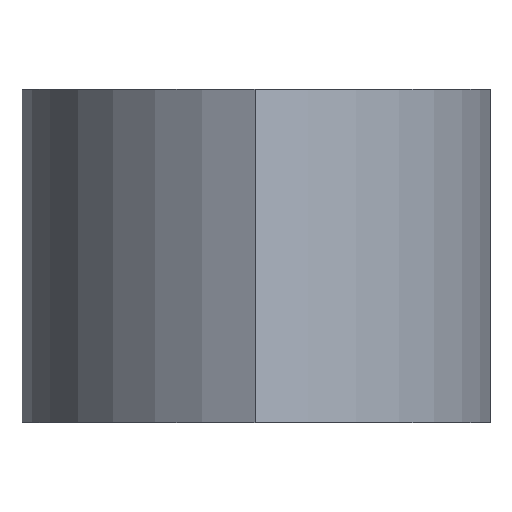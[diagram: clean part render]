
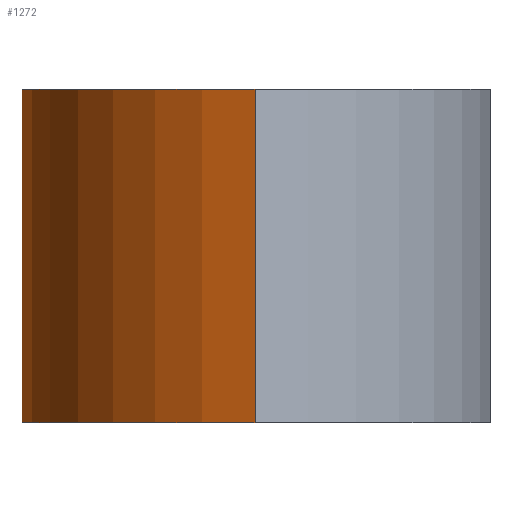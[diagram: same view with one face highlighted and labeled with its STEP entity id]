
A CAD part, front view. The second image highlights one B-rep face of the part: STEP entity #1272.
In plain terms, the highlighted cylindrical face has radius 54 mm (diameter 108 mm), a partial arc.
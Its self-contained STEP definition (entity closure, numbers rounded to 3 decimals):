
#23=CYLINDRICAL_SURFACE('',#1355,54.);
#70=CIRCLE('',#1356,54.);
#71=CIRCLE('',#1357,54.);
#157=FACE_OUTER_BOUND('',#225,.T.);
#225=EDGE_LOOP('',(#928,#929,#930,#931));
#360=LINE('',#2033,#479);
#361=LINE('',#2036,#480);
#479=VECTOR('',#1598,50.);
#480=VECTOR('',#1601,50.);
#593=VERTEX_POINT('',#2029);
#594=VERTEX_POINT('',#2030);
#595=VERTEX_POINT('',#2032);
#596=VERTEX_POINT('',#2034);
#729=EDGE_CURVE('',#593,#594,#70,.T.);
#730=EDGE_CURVE('',#593,#595,#360,.T.);
#731=EDGE_CURVE('',#595,#596,#71,.T.);
#732=EDGE_CURVE('',#594,#596,#361,.T.);
#928=ORIENTED_EDGE('',*,*,#729,.F.);
#929=ORIENTED_EDGE('',*,*,#730,.T.);
#930=ORIENTED_EDGE('',*,*,#731,.T.);
#931=ORIENTED_EDGE('',*,*,#732,.F.);
#1272=ADVANCED_FACE('',(#157),#23,.T.);
#1355=AXIS2_PLACEMENT_3D('',#2028,#1594,#1595);
#1356=AXIS2_PLACEMENT_3D('',#2031,#1596,#1597);
#1357=AXIS2_PLACEMENT_3D('',#2035,#1599,#1600);
#1594=DIRECTION('center_axis',(0.,0.,-1.));
#1595=DIRECTION('ref_axis',(-1.,0.,0.));
#1596=DIRECTION('center_axis',(0.,0.,1.));
#1597=DIRECTION('ref_axis',(1.,0.,0.));
#1598=DIRECTION('',(0.,0.,-1.));
#1599=DIRECTION('center_axis',(0.,0.,1.));
#1600=DIRECTION('ref_axis',(1.,0.,0.));
#1601=DIRECTION('',(0.,0.,-1.));
#2028=CARTESIAN_POINT('Origin',(38.868,-114.404,50.));
#2029=CARTESIAN_POINT('',(-10.878,-93.396,50.));
#2030=CARTESIAN_POINT('',(20.,-165.,50.));
#2031=CARTESIAN_POINT('Origin',(38.868,-114.404,50.));
#2032=CARTESIAN_POINT('',(-10.878,-93.396,0.));
#2033=CARTESIAN_POINT('',(-10.878,-93.396,50.));
#2034=CARTESIAN_POINT('',(20.,-165.,0.));
#2035=CARTESIAN_POINT('Origin',(38.868,-114.404,0.));
#2036=CARTESIAN_POINT('',(20.,-165.,50.));
